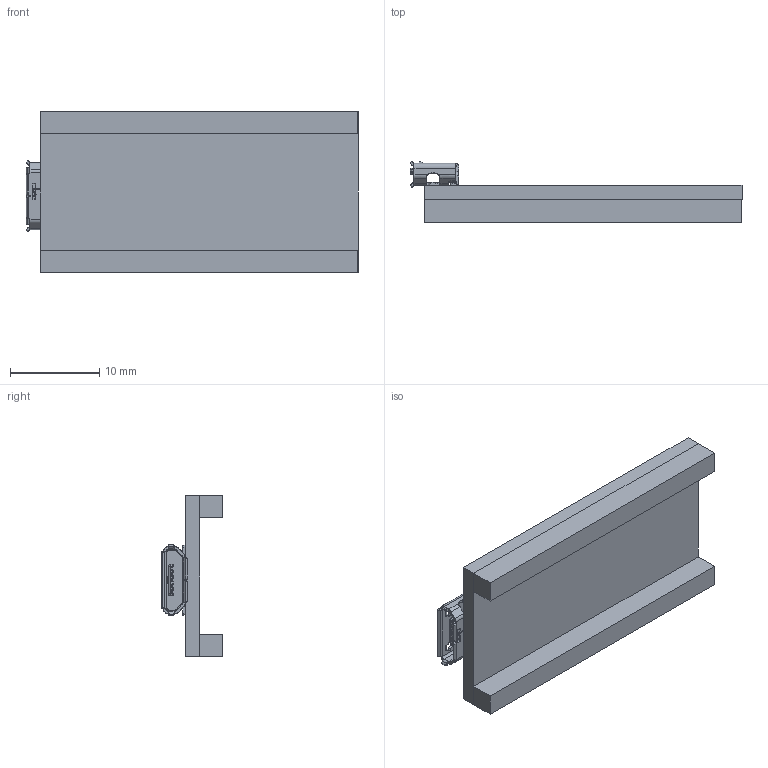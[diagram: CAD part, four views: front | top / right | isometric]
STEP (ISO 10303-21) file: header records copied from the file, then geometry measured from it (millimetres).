
FILE_DESCRIPTION (( 'STEP AP214' ), '1' );
FILE_NAME ('teensy.STEP', '2015-02-12T20:27:07', ( '' ), ( '' ), 'SwSTEP 2.0', 'SolidWorks 2014', '' );
FILE_SCHEMA (( 'AUTOMOTIVE_DESIGN' ));
Length unit declared in the file: millimetre
Products named in the file (5): micro USB; teensy; micro usb; micro usb02
Assembly tree (4 placements, depth 3):
  teensy
    teensy
    micro USB
      micro usb
      micro usb02
Bounding box: 37.13 x 6.89 x 18 mm (x, y, z)
Volume: 1528.2 mm3; surface area: 2509.9 mm2
Topology: 10 solids, 10 shells, 1248 faces, 3106 edges, 1832 vertices
Faces by surface type: cylinder 521, plane 380, torus 249, bspline 78, sphere 20
Entity records: 38755 total; most frequent: CARTESIAN_POINT 8298, DIRECTION 6493, ORIENTED_EDGE 6148, EDGE_CURVE 3074, AXIS2_PLACEMENT_3D 2447, VERTEX_POINT 1832, VECTOR 1599, LINE 1599
